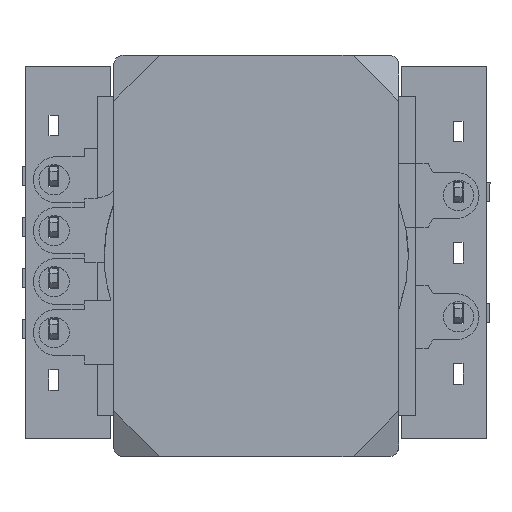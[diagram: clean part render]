
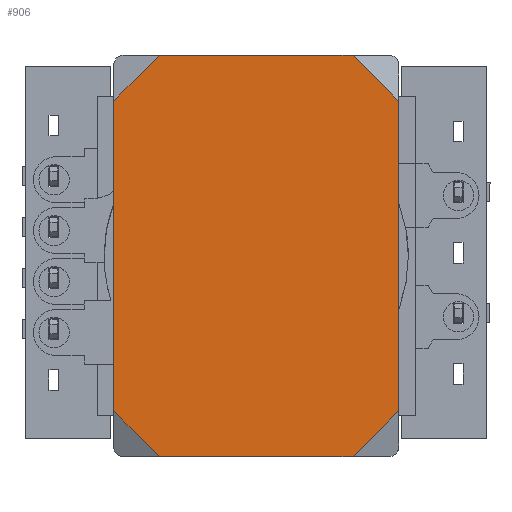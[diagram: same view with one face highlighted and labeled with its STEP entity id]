
A CAD part, top view. The second image highlights one B-rep face of the part: STEP entity #906.
In plain terms, the highlighted planar face has unit normal (0, 0, 1).
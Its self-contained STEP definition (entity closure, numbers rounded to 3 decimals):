
#28 = VERTEX_POINT ( 'NONE', #1386 ) ;
#111 = VECTOR ( 'NONE', #8479, 1000. ) ;
#536 = EDGE_CURVE ( 'NONE', #3916, #4257, #842, .T. ) ;
#592 = VECTOR ( 'NONE', #6047, 1000. ) ;
#697 = CARTESIAN_POINT ( 'NONE',  ( 20.115, -20.115, 0. ) ) ;
#842 = LINE ( 'NONE', #8391, #111 ) ;
#906 = ADVANCED_FACE ( 'NONE', ( #7730 ), #3987, .T. ) ;
#1169 = LINE ( 'NONE', #3325, #6179 ) ;
#1323 = DIRECTION ( 'NONE',  ( -0.707, 0.707, 0. ) ) ;
#1386 = CARTESIAN_POINT ( 'NONE',  ( 15.03, 0., 0. ) ) ;
#1520 = CARTESIAN_POINT ( 'NONE',  ( 0., 0., 0. ) ) ;
#1780 = ORIENTED_EDGE ( 'NONE', *, *, #5066, .T. ) ;
#1842 = CARTESIAN_POINT ( 'NONE',  ( 2.87, -25.2, 0. ) ) ;
#1920 = EDGE_CURVE ( 'NONE', #28, #3916, #6033, .T. ) ;
#2088 = CARTESIAN_POINT ( 'NONE',  ( 17.9, 0., 0. ) ) ;
#2095 = EDGE_LOOP ( 'NONE', ( #8732, #2787, #8574, #3134, #6332, #8954, #2320, #1780 ) ) ;
#2192 = DIRECTION ( 'NONE',  ( 0., 1., 0. ) ) ;
#2256 = CARTESIAN_POINT ( 'NONE',  ( 0., -22.33, 0. ) ) ;
#2320 = ORIENTED_EDGE ( 'NONE', *, *, #5861, .T. ) ;
#2709 = CARTESIAN_POINT ( 'NONE',  ( 7.515, 7.515, 0. ) ) ;
#2787 = ORIENTED_EDGE ( 'NONE', *, *, #4657, .T. ) ;
#3134 = ORIENTED_EDGE ( 'NONE', *, *, #6042, .T. ) ;
#3325 = CARTESIAN_POINT ( 'NONE',  ( 0., 0., 0. ) ) ;
#3689 = EDGE_CURVE ( 'NONE', #9420, #6477, #4363, .T. ) ;
#3729 = CARTESIAN_POINT ( 'NONE',  ( 0., 0., 0. ) ) ;
#3916 = VERTEX_POINT ( 'NONE', #7769 ) ;
#3987 = PLANE ( 'NONE',  #6580 ) ;
#3998 = DIRECTION ( 'NONE',  ( 0., -1., 0. ) ) ;
#4055 = VECTOR ( 'NONE', #7632, 1000. ) ;
#4115 = CARTESIAN_POINT ( 'NONE',  ( 17.9, -2.87, 0. ) ) ;
#4257 = VERTEX_POINT ( 'NONE', #7266 ) ;
#4363 = LINE ( 'NONE', #2088, #4619 ) ;
#4541 = DIRECTION ( 'NONE',  ( 0., 0., 1. ) ) ;
#4559 = VECTOR ( 'NONE', #4976, 1000. ) ;
#4619 = VECTOR ( 'NONE', #2192, 1000. ) ;
#4657 = EDGE_CURVE ( 'NONE', #5116, #9420, #6503, .T. ) ;
#4694 = LINE ( 'NONE', #6055, #6664 ) ;
#4976 = DIRECTION ( 'NONE',  ( 0.707, -0.707, 0. ) ) ;
#5066 = EDGE_CURVE ( 'NONE', #9381, #7593, #6488, .T. ) ;
#5116 = VERTEX_POINT ( 'NONE', #9421 ) ;
#5232 = VECTOR ( 'NONE', #1323, 1000. ) ;
#5608 = EDGE_CURVE ( 'NONE', #7593, #5116, #4694, .T. ) ;
#5861 = EDGE_CURVE ( 'NONE', #4257, #9381, #1169, .T. ) ;
#5891 = LINE ( 'NONE', #2709, #5232 ) ;
#6033 = LINE ( 'NONE', #3729, #4055 ) ;
#6042 = EDGE_CURVE ( 'NONE', #6477, #28, #5891, .T. ) ;
#6047 = DIRECTION ( 'NONE',  ( 0.707, 0.707, 0. ) ) ;
#6055 = CARTESIAN_POINT ( 'NONE',  ( 0., -25.2, 0. ) ) ;
#6126 = CARTESIAN_POINT ( 'NONE',  ( 17.9, -22.33, 0. ) ) ;
#6179 = VECTOR ( 'NONE', #3998, 1000. ) ;
#6332 = ORIENTED_EDGE ( 'NONE', *, *, #1920, .T. ) ;
#6477 = VERTEX_POINT ( 'NONE', #4115 ) ;
#6488 = LINE ( 'NONE', #9527, #4559 ) ;
#6503 = LINE ( 'NONE', #697, #592 ) ;
#6580 = AXIS2_PLACEMENT_3D ( 'NONE', #1520, #4541, #7589 ) ;
#6664 = VECTOR ( 'NONE', #9232, 1000. ) ;
#7266 = CARTESIAN_POINT ( 'NONE',  ( 0., -2.87, 0. ) ) ;
#7589 = DIRECTION ( 'NONE',  ( 1., 0., 0. ) ) ;
#7593 = VERTEX_POINT ( 'NONE', #1842 ) ;
#7632 = DIRECTION ( 'NONE',  ( -1., 0., 0. ) ) ;
#7730 = FACE_OUTER_BOUND ( 'NONE', #2095, .T. ) ;
#7769 = CARTESIAN_POINT ( 'NONE',  ( 2.87, 0., 0. ) ) ;
#8391 = CARTESIAN_POINT ( 'NONE',  ( 1.435, -1.435, 0. ) ) ;
#8479 = DIRECTION ( 'NONE',  ( -0.707, -0.707, 0. ) ) ;
#8574 = ORIENTED_EDGE ( 'NONE', *, *, #3689, .T. ) ;
#8732 = ORIENTED_EDGE ( 'NONE', *, *, #5608, .T. ) ;
#8954 = ORIENTED_EDGE ( 'NONE', *, *, #536, .T. ) ;
#9232 = DIRECTION ( 'NONE',  ( 1., 0., 0. ) ) ;
#9381 = VERTEX_POINT ( 'NONE', #2256 ) ;
#9420 = VERTEX_POINT ( 'NONE', #6126 ) ;
#9421 = CARTESIAN_POINT ( 'NONE',  ( 15.03, -25.2, 0. ) ) ;
#9527 = CARTESIAN_POINT ( 'NONE',  ( -11.165, -11.165, 0. ) ) ;
